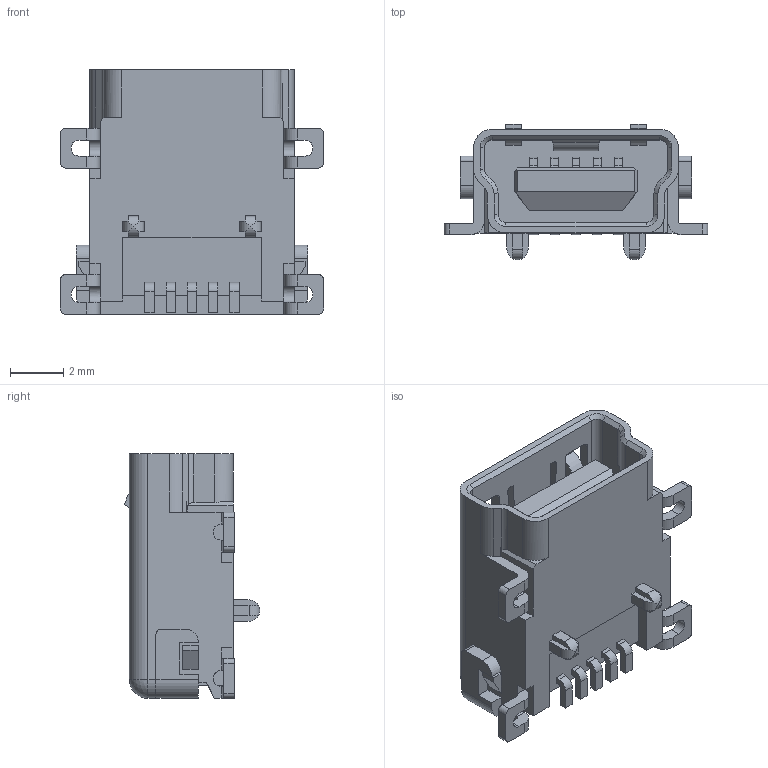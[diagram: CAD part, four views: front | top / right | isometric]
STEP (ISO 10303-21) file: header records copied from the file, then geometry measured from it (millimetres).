
FILE_DESCRIPTION((''),'2;1');
FILE_NAME('C-1734035-2','2013-04-27T',('workeradm'),('Tyco Electronics Ltd.'),'PRO/ENGINEER BY PARAMETRIC TECHNOLOGY CORPORATION, 2011490','PRO/ENGINEER BY PARAMETRIC TECHNOLOGY CORPORATION, 2011490','');
FILE_SCHEMA(('AUTOMOTIVE_DESIGN { 1 0 10303 214 1 1 1 1 }'));
Length unit declared in the file: millimetre
Products named in the file (1): C-1734035-2
Bounding box: 9.9 x 5.09 x 9.2 mm (x, y, z)
Volume: 181.5 mm3; surface area: 478.6 mm2
Topology: 1 solids, 1 shells, 364 faces, 988 edges, 632 vertices
Faces by surface type: plane 235, cylinder 109, bspline 10, cone 8, sphere 2
Entity records: 12099 total; most frequent: CARTESIAN_POINT 2493, ORIENTED_EDGE 1976, DIRECTION 1878, EDGE_CURVE 988, VECTOR 742, LINE 742, VERTEX_POINT 632, AXIS2_PLACEMENT_3D 568
